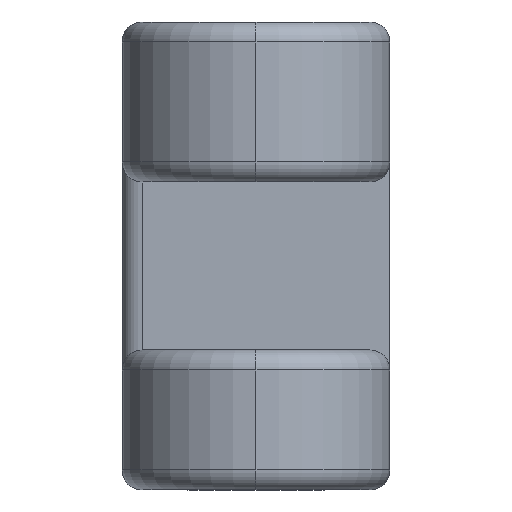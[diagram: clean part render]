
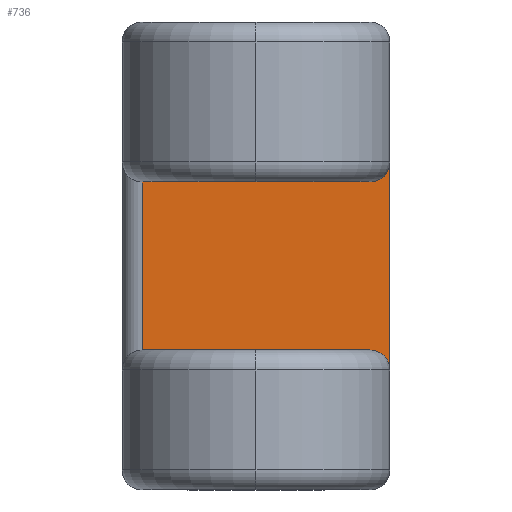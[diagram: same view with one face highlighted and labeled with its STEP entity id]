
A CAD part, left-side view. The second image highlights one B-rep face of the part: STEP entity #736.
In plain terms, the highlighted planar face has unit normal (-1, 0, 0).
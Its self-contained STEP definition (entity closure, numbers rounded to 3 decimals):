
#81 = VERTEX_POINT ( 'NONE', #1844 ) ;
#106 = CARTESIAN_POINT ( 'NONE',  ( -650.82, 5., -35. ) ) ;
#140 = LINE ( 'NONE', #1973, #1776 ) ;
#224 = ORIENTED_EDGE ( 'NONE', *, *, #1203, .F. ) ;
#268 = ORIENTED_EDGE ( 'NONE', *, *, #1117, .T. ) ;
#296 = CARTESIAN_POINT ( 'NONE',  ( -650.82, 62., 0. ) ) ;
#368 = CARTESIAN_POINT ( 'NONE',  ( -650.82, 0., -87. ) ) ;
#388 = CARTESIAN_POINT ( 'NONE',  ( -650.82, 0., -35. ) ) ;
#406 = VECTOR ( 'NONE', #2006, 1000. ) ;
#471 = VERTEX_POINT ( 'NONE', #1897 ) ;
#580 = VERTEX_POINT ( 'NONE', #368 ) ;
#586 = DIRECTION ( 'NONE',  ( 0., 0., 1. ) ) ;
#644 = DIRECTION ( 'NONE',  ( 1., 0., 0. ) ) ;
#647 = CIRCLE ( 'NONE', #1140, 5. ) ;
#726 = VERTEX_POINT ( 'NONE', #388 ) ;
#736 = ADVANCED_FACE ( 'NONE', ( #948 ), #1697, .T. ) ;
#751 = CARTESIAN_POINT ( 'NONE',  ( -650.82, 5., -82. ) ) ;
#759 = CARTESIAN_POINT ( 'NONE',  ( -650.82, 67., 0. ) ) ;
#789 = ORIENTED_EDGE ( 'NONE', *, *, #791, .T. ) ;
#791 = EDGE_CURVE ( 'NONE', #907, #81, #1592, .T. ) ;
#809 = EDGE_CURVE ( 'NONE', #726, #471, #1771, .T. ) ;
#867 = DIRECTION ( 'NONE',  ( 0., -1., 0. ) ) ;
#907 = VERTEX_POINT ( 'NONE', #1814 ) ;
#911 = LINE ( 'NONE', #1287, #406 ) ;
#938 = ORIENTED_EDGE ( 'NONE', *, *, #809, .T. ) ;
#944 = AXIS2_PLACEMENT_3D ( 'NONE', #759, #1518, #586 ) ;
#948 = FACE_OUTER_BOUND ( 'NONE', #2116, .T. ) ;
#988 = DIRECTION ( 'NONE',  ( 0., 0., 1. ) ) ;
#1065 = EDGE_CURVE ( 'NONE', #907, #471, #140, .T. ) ;
#1117 = EDGE_CURVE ( 'NONE', #2078, #580, #647, .T. ) ;
#1135 = VECTOR ( 'NONE', #1765, 1000. ) ;
#1140 = AXIS2_PLACEMENT_3D ( 'NONE', #1208, #1960, #1246 ) ;
#1177 = AXIS2_PLACEMENT_3D ( 'NONE', #106, #644, #988 ) ;
#1203 = EDGE_CURVE ( 'NONE', #726, #580, #911, .T. ) ;
#1208 = CARTESIAN_POINT ( 'NONE',  ( -650.82, 5., -87. ) ) ;
#1246 = DIRECTION ( 'NONE',  ( 0., 0., 1. ) ) ;
#1287 = CARTESIAN_POINT ( 'NONE',  ( -650.82, 0., 0. ) ) ;
#1347 = ORIENTED_EDGE ( 'NONE', *, *, #1065, .F. ) ;
#1365 = VECTOR ( 'NONE', #1368, 1000. ) ;
#1368 = DIRECTION ( 'NONE',  ( 0., -1., 0. ) ) ;
#1507 = LINE ( 'NONE', #2256, #1365 ) ;
#1518 = DIRECTION ( 'NONE',  ( -1., 0., 0. ) ) ;
#1592 = LINE ( 'NONE', #296, #1135 ) ;
#1697 = PLANE ( 'NONE',  #944 ) ;
#1765 = DIRECTION ( 'NONE',  ( 0., 0., -1. ) ) ;
#1771 = CIRCLE ( 'NONE', #1177, 5. ) ;
#1776 = VECTOR ( 'NONE', #867, 1000. ) ;
#1814 = CARTESIAN_POINT ( 'NONE',  ( -650.82, 62., -40. ) ) ;
#1844 = CARTESIAN_POINT ( 'NONE',  ( -650.82, 62., -82. ) ) ;
#1897 = CARTESIAN_POINT ( 'NONE',  ( -650.82, 5., -40. ) ) ;
#1960 = DIRECTION ( 'NONE',  ( 1., 0., 0. ) ) ;
#1973 = CARTESIAN_POINT ( 'NONE',  ( -650.82, 67., -40. ) ) ;
#2006 = DIRECTION ( 'NONE',  ( 0., 0., -1. ) ) ;
#2078 = VERTEX_POINT ( 'NONE', #751 ) ;
#2087 = EDGE_CURVE ( 'NONE', #81, #2078, #1507, .T. ) ;
#2116 = EDGE_LOOP ( 'NONE', ( #1347, #789, #2296, #268, #224, #938 ) ) ;
#2256 = CARTESIAN_POINT ( 'NONE',  ( -650.82, 67., -82. ) ) ;
#2296 = ORIENTED_EDGE ( 'NONE', *, *, #2087, .T. ) ;
